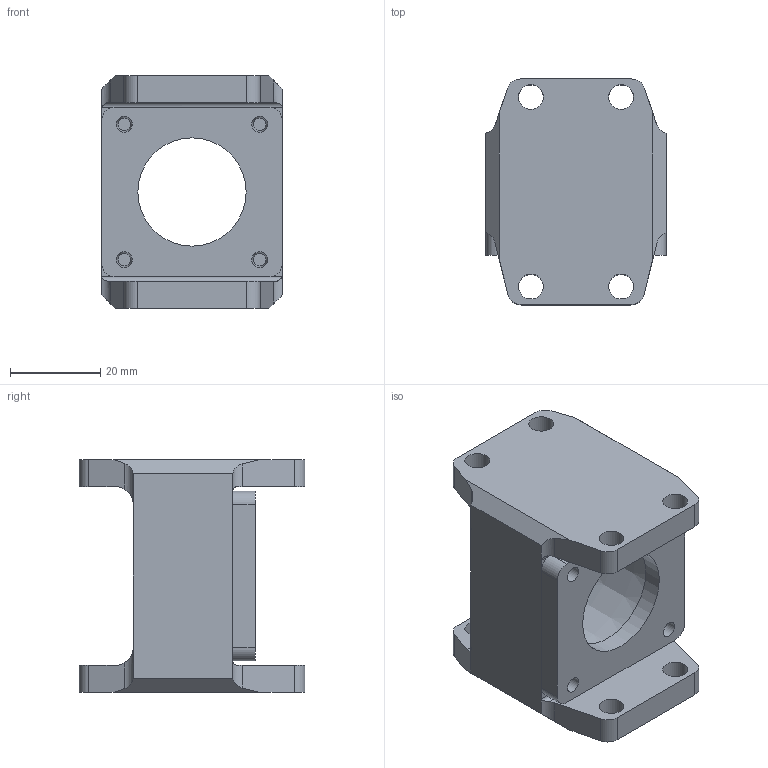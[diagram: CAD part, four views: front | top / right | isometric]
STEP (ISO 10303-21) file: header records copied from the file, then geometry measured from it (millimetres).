
FILE_DESCRIPTION(/* description */ (''),/* implementation_level */ '2;1');
FILE_NAME(/* name */ 'Ball screw block X axis.step',/* time_stamp */ '2021-08-08T12:26:44+02:00',/* author */ (''),/* organization */ (''),/* preprocessor_version */ 'ST-DEVELOPER v18.1',/* originating_system */ 'Autodesk Translation Framework v10.9.0.1377',/* authorisation */ '');
FILE_SCHEMA (('AUTOMOTIVE_DESIGN { 1 0 10303 214 3 1 1 }'));
Length unit declared in the file: millimetre
Products named in the file (1): X axis ball screw bearings holder
Bounding box: 40 x 50 x 51.6 mm (x, y, z)
Volume: 42065.2 mm3; surface area: 16989.6 mm2
Topology: 2 solids, 2 shells, 86 faces, 216 edges, 140 vertices
Faces by surface type: cylinder 43, plane 38, cone 5
Full cylindrical faces by diameter (mm): 2.8 x4, 3.5 x4, 5.5 x8, 24 x1, 29 x1, 33.5 x1
Entity records: 2763 total; most frequent: CARTESIAN_POINT 539, DIRECTION 466, ORIENTED_EDGE 432, EDGE_CURVE 216, AXIS2_PLACEMENT_3D 171, VERTEX_POINT 140, LINE 124, VECTOR 124
